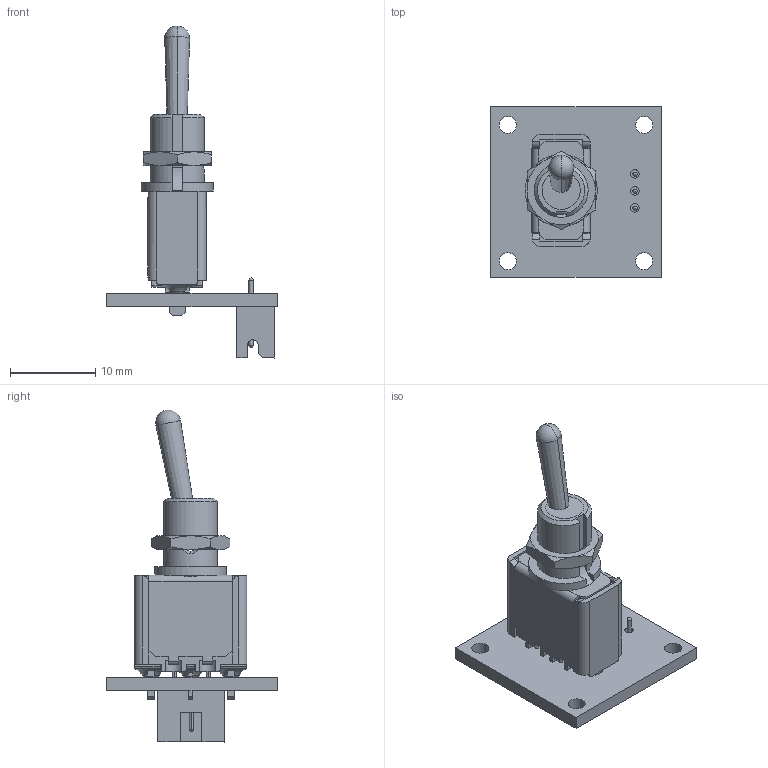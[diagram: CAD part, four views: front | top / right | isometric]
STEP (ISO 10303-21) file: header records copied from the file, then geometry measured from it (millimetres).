
FILE_DESCRIPTION(('Open CASCADE Model'),'2;1');
FILE_NAME('Open CASCADE Shape Model','2020-10-25T01:34:35',('Author'),( 'Open CASCADE'),'Open CASCADE STEP processor 6.8','Open CASCADE 6.8' ,'Unknown');
FILE_SCHEMA(('AUTOMOTIVE_DESIGN { 1 0 10303 214 1 1 1 1 }'));
Length unit declared in the file: millimetre
Products named in the file (7): PCB; BoardToggle; Open CASCADE STEP translator 6.8 1.1.1; TOGGLEToggle; 5636ab; PToggle; User_Library-B3B-PH-K-S(LF)(SN)
Assembly tree (6 placements, depth 3):
  PCB
    BoardToggle
      Open CASCADE STEP translator 6.8 1.1.1
    TOGGLEToggle
      5636ab
    PToggle
      User_Library-B3B-PH-K-S(LF)(SN)
Bounding box: 20 x 20 x 39 mm (x, y, z)
Volume: 1571.6 mm3; surface area: 3533.4 mm2
Topology: 3 solids, 3 shells, 541 faces, 1533 edges, 971 vertices
Faces by surface type: plane 336, cylinder 129, cone 32, sphere 18, torus 14, bspline 12
Full cylindrical faces by diameter (mm): 1 x3, 2 x4, 2.3 x3
Entity records: 19658 total; most frequent: CARTESIAN_POINT 5500, ORIENTED_EDGE 3050, DIRECTION 2735, EDGE_CURVE 1525, LINE 991, VECTOR 991, VERTEX_POINT 971, AXIS2_PLACEMENT_3D 872
